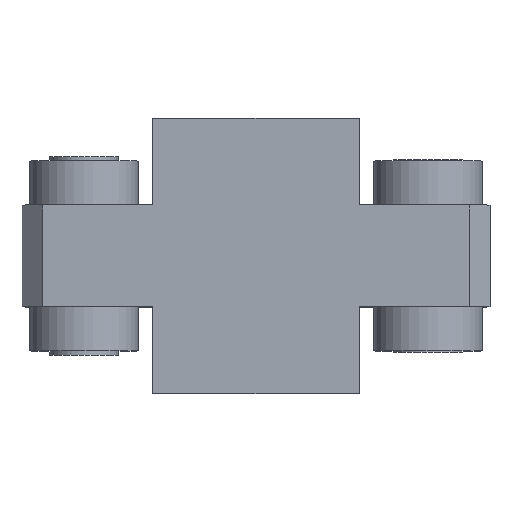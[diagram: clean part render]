
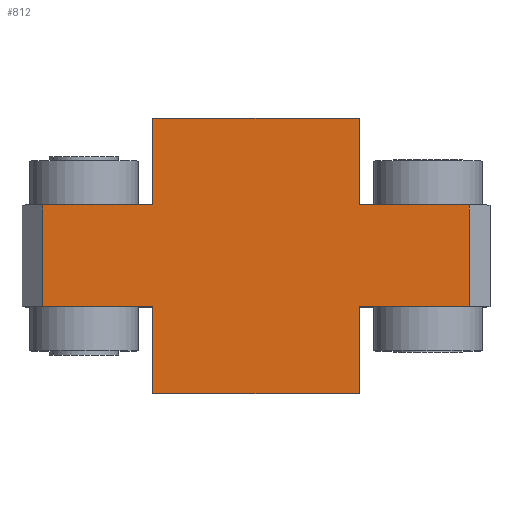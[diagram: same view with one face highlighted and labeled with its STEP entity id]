
A CAD part, top view. The second image highlights one B-rep face of the part: STEP entity #812.
In plain terms, the highlighted planar face has unit normal (0, 0, 1).
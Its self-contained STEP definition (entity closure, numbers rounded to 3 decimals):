
#88=FACE_OUTER_BOUND('',#143,.T.);
#143=EDGE_LOOP('',(#681,#682,#683,#684,#685,#686,#687,#688,#689,#690,#691,
#692));
#194=LINE('',#1243,#286);
#201=LINE('',#1258,#293);
#207=LINE('',#1276,#299);
#211=LINE('',#1284,#303);
#221=LINE('',#1303,#313);
#224=LINE('',#1308,#316);
#228=LINE('',#1327,#320);
#229=LINE('',#1329,#321);
#230=LINE('',#1330,#322);
#231=LINE('',#1332,#323);
#232=LINE('',#1334,#324);
#233=LINE('',#1335,#325);
#286=VECTOR('',#1020,10.);
#293=VECTOR('',#1029,10.);
#299=VECTOR('',#1045,10.);
#303=VECTOR('',#1051,10.);
#313=VECTOR('',#1067,10.);
#316=VECTOR('',#1074,10.);
#320=VECTOR('',#1098,10.);
#321=VECTOR('',#1099,10.);
#322=VECTOR('',#1100,10.);
#323=VECTOR('',#1101,10.);
#324=VECTOR('',#1102,10.);
#325=VECTOR('',#1103,10.);
#371=VERTEX_POINT('',#1240);
#372=VERTEX_POINT('',#1242);
#378=VERTEX_POINT('',#1255);
#379=VERTEX_POINT('',#1257);
#385=VERTEX_POINT('',#1273);
#386=VERTEX_POINT('',#1275);
#388=VERTEX_POINT('',#1281);
#395=VERTEX_POINT('',#1300);
#400=VERTEX_POINT('',#1326);
#401=VERTEX_POINT('',#1328);
#402=VERTEX_POINT('',#1331);
#403=VERTEX_POINT('',#1333);
#460=EDGE_CURVE('',#372,#371,#194,.T.);
#467=EDGE_CURVE('',#379,#378,#201,.T.);
#475=EDGE_CURVE('',#386,#385,#207,.T.);
#479=EDGE_CURVE('',#371,#388,#211,.T.);
#489=EDGE_CURVE('',#395,#386,#221,.T.);
#492=EDGE_CURVE('',#388,#379,#224,.T.);
#500=EDGE_CURVE('',#378,#400,#228,.T.);
#501=EDGE_CURVE('',#400,#401,#229,.T.);
#502=EDGE_CURVE('',#401,#395,#230,.T.);
#503=EDGE_CURVE('',#385,#402,#231,.T.);
#504=EDGE_CURVE('',#402,#403,#232,.T.);
#505=EDGE_CURVE('',#403,#372,#233,.T.);
#681=ORIENTED_EDGE('',*,*,#479,.T.);
#682=ORIENTED_EDGE('',*,*,#492,.T.);
#683=ORIENTED_EDGE('',*,*,#467,.T.);
#684=ORIENTED_EDGE('',*,*,#500,.T.);
#685=ORIENTED_EDGE('',*,*,#501,.T.);
#686=ORIENTED_EDGE('',*,*,#502,.T.);
#687=ORIENTED_EDGE('',*,*,#489,.T.);
#688=ORIENTED_EDGE('',*,*,#475,.T.);
#689=ORIENTED_EDGE('',*,*,#503,.T.);
#690=ORIENTED_EDGE('',*,*,#504,.T.);
#691=ORIENTED_EDGE('',*,*,#505,.T.);
#692=ORIENTED_EDGE('',*,*,#460,.T.);
#764=PLANE('',#898);
#812=ADVANCED_FACE('',(#88),#764,.T.);
#898=AXIS2_PLACEMENT_3D('',#1325,#1096,#1097);
#1020=DIRECTION('',(-1.,0.,0.));
#1029=DIRECTION('',(0.,-1.,0.));
#1045=DIRECTION('',(-1.,0.,0.));
#1051=DIRECTION('',(0.,-1.,0.));
#1067=DIRECTION('',(0.,1.,0.));
#1074=DIRECTION('',(1.,0.,0.));
#1096=DIRECTION('center_axis',(0.,0.,1.));
#1097=DIRECTION('ref_axis',(1.,0.,0.));
#1098=DIRECTION('',(1.,0.,0.));
#1099=DIRECTION('',(0.,1.,0.));
#1100=DIRECTION('',(1.,0.,0.));
#1101=DIRECTION('',(0.,1.,0.));
#1102=DIRECTION('',(-1.,0.,0.));
#1103=DIRECTION('',(0.,-1.,0.));
#1240=CARTESIAN_POINT('',(-155.,37.,42.5));
#1242=CARTESIAN_POINT('',(-75.,37.,42.5));
#1243=CARTESIAN_POINT('',(170.,37.,42.5));
#1255=CARTESIAN_POINT('',(-75.,-100.,42.5));
#1257=CARTESIAN_POINT('',(-75.,-37.,42.5));
#1258=CARTESIAN_POINT('',(-75.,100.,42.5));
#1273=CARTESIAN_POINT('',(75.,37.,42.5));
#1275=CARTESIAN_POINT('',(155.,37.,42.5));
#1276=CARTESIAN_POINT('',(170.,37.,42.5));
#1281=CARTESIAN_POINT('',(-155.,-37.,42.5));
#1284=CARTESIAN_POINT('',(-155.,0.,42.5));
#1300=CARTESIAN_POINT('',(155.,-37.,42.5));
#1303=CARTESIAN_POINT('',(155.,0.,42.5));
#1308=CARTESIAN_POINT('',(-170.,-37.,42.5));
#1325=CARTESIAN_POINT('Origin',(0.,0.,
42.5));
#1326=CARTESIAN_POINT('',(75.,-100.,42.5));
#1327=CARTESIAN_POINT('',(-75.,-100.,42.5));
#1328=CARTESIAN_POINT('',(75.,-37.,42.5));
#1329=CARTESIAN_POINT('',(75.,-100.,42.5));
#1330=CARTESIAN_POINT('',(-170.,-37.,42.5));
#1331=CARTESIAN_POINT('',(75.,100.,42.5));
#1332=CARTESIAN_POINT('',(75.,-100.,42.5));
#1333=CARTESIAN_POINT('',(-75.,100.,42.5));
#1334=CARTESIAN_POINT('',(75.,100.,42.5));
#1335=CARTESIAN_POINT('',(-75.,100.,42.5));
